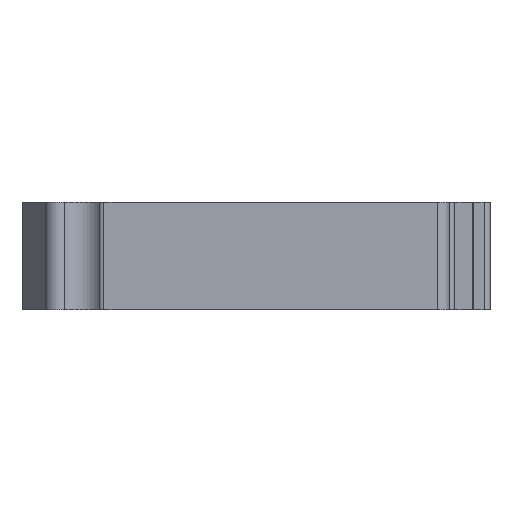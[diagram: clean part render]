
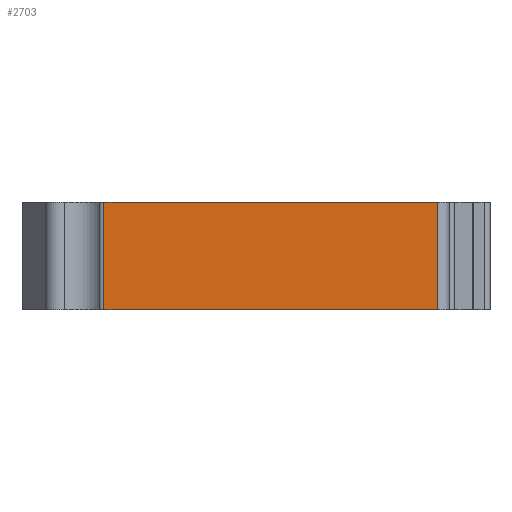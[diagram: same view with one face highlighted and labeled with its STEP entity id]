
A CAD part, left-side view. The second image highlights one B-rep face of the part: STEP entity #2703.
In plain terms, the highlighted planar face has unit normal (-1, 0, 0).
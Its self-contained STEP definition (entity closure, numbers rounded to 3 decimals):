
#248=DIRECTION('',(0.,-1.,0.));
#249=VECTOR('',#248,28.454);
#250=CARTESIAN_POINT('',(1210.304,28.26,0.));
#251=LINE('',#250,#249);
#781=DIRECTION('',(0.,-1.,0.));
#782=VECTOR('',#781,28.454);
#783=CARTESIAN_POINT('',(1210.304,28.26,9.2));
#784=LINE('',#783,#782);
#1045=DIRECTION('',(0.,0.,1.));
#1046=VECTOR('',#1045,9.2);
#1047=CARTESIAN_POINT('',(1210.304,28.26,0.));
#1048=LINE('',#1047,#1046);
#1049=DIRECTION('',(0.,0.,1.));
#1050=VECTOR('',#1049,9.2);
#1051=CARTESIAN_POINT('',(1210.304,-0.193,0.));
#1052=LINE('',#1051,#1050);
#1273=CARTESIAN_POINT('',(1210.304,28.26,0.));
#1274=VERTEX_POINT('',#1273);
#1275=CARTESIAN_POINT('',(1210.304,-0.193,0.));
#1276=VERTEX_POINT('',#1275);
#1365=CARTESIAN_POINT('',(1210.304,28.26,9.2));
#1366=VERTEX_POINT('',#1365);
#1367=CARTESIAN_POINT('',(1210.304,-0.193,9.2));
#1368=VERTEX_POINT('',#1367);
#2691=CARTESIAN_POINT('',(1210.304,28.26,0.));
#2692=DIRECTION('',(-1.,0.,0.));
#2693=DIRECTION('',(0.,-1.,0.));
#2694=AXIS2_PLACEMENT_3D('',#2691,#2692,#2693);
#2695=PLANE('',#2694);
#2696=ORIENTED_EDGE('',*,*,#1680,.F.);
#2697=ORIENTED_EDGE('',*,*,#2686,.T.);
#2698=ORIENTED_EDGE('',*,*,#1953,.T.);
#2700=ORIENTED_EDGE('',*,*,#2699,.F.);
#2701=EDGE_LOOP('',(#2696,#2697,#2698,#2700));
#2702=FACE_OUTER_BOUND('',#2701,.F.);
#1680=EDGE_CURVE('',#1274,#1276,#251,.T.);
#1953=EDGE_CURVE('',#1366,#1368,#784,.T.);
#2686=EDGE_CURVE('',#1274,#1366,#1048,.T.);
#2699=EDGE_CURVE('',#1276,#1368,#1052,.T.);
#2703=ADVANCED_FACE('',(#2702),#2695,.T.);
